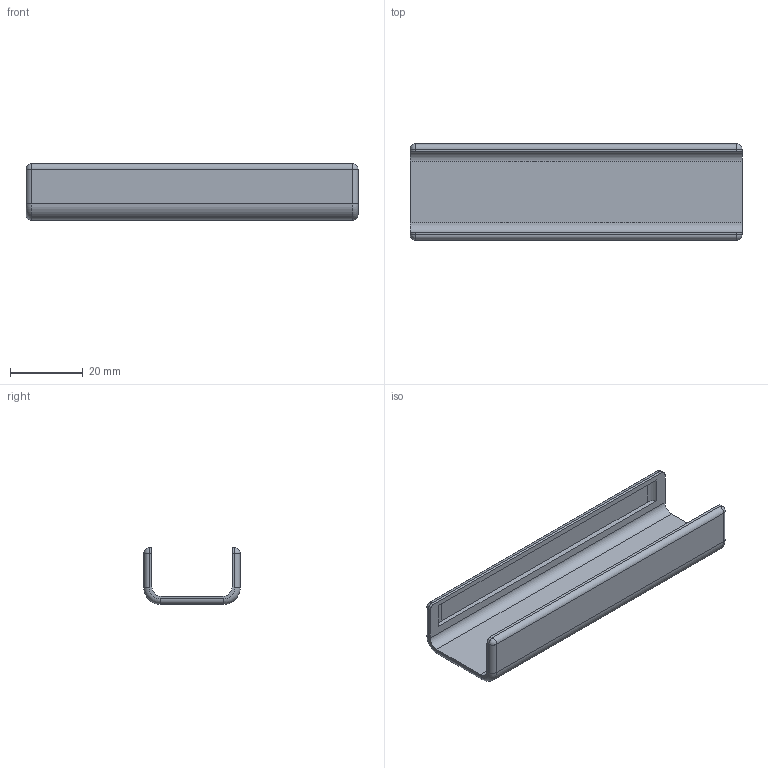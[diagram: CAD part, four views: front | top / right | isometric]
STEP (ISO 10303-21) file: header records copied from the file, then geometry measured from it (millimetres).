
FILE_DESCRIPTION(('FreeCAD Model'),'2;1');
FILE_NAME('Open CASCADE Shape Model','2024-04-21T21:10:16',('FreeCAD'),( 'FreeCAD'),'Open CASCADE STEP processor 7.6','FreeCAD','Unknown');
FILE_SCHEMA(('AUTOMOTIVE_DESIGN { 1 0 10303 214 1 1 1 1 }'));
Length unit declared in the file: millimetre
Products named in the file (1): Open CASCADE STEP translator 7.6 1
Bounding box: 91 x 26.4 x 15.5 mm (x, y, z)
Volume: 8421.6 mm3; surface area: 9966.2 mm2
Topology: 1 solids, 1 shells, 44 faces, 104 edges, 60 vertices
Faces by surface type: cylinder 20, plane 16, torus 4, sphere 4
Entity records: 2498 total; most frequent: CARTESIAN_POINT 517, DIRECTION 362, ORIENTED_EDGE 200, PCURVE 200, DEFINITIONAL_REPRESENTATION 200, LINE 172, VECTOR 172, EDGE_CURVE 100
